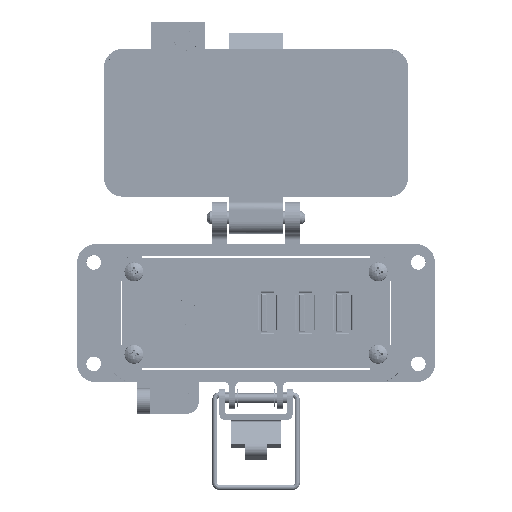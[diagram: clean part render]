
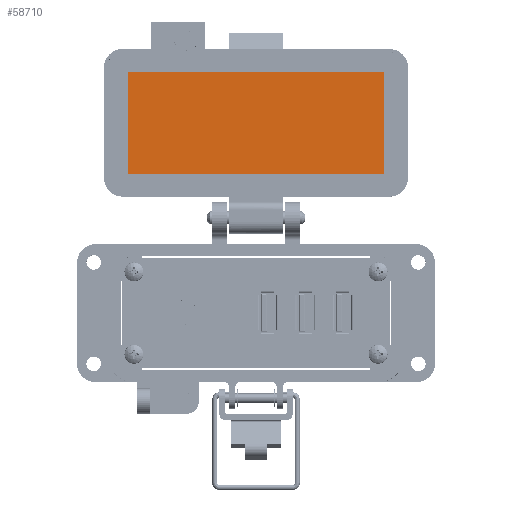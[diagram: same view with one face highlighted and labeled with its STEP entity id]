
A CAD part, top view. The second image highlights one B-rep face of the part: STEP entity #58710.
In plain terms, the highlighted planar face has unit normal (0, 0, 1).
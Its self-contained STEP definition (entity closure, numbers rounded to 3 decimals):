
#2318 = EDGE_CURVE ( 'NONE', #33343, #6837, #53709, .T. ) ;
#2707 = VECTOR ( 'NONE', #10454, 1000. ) ;
#6837 = VERTEX_POINT ( 'NONE', #82730 ) ;
#8429 = LINE ( 'NONE', #103704, #31423 ) ;
#9286 = ORIENTED_EDGE ( 'NONE', *, *, #46531, .F. ) ;
#9543 = EDGE_CURVE ( 'NONE', #6837, #110370, #52178, .T. ) ;
#10454 = DIRECTION ( 'NONE',  ( 0., -1., 0. ) ) ;
#12009 = AXIS2_PLACEMENT_3D ( 'NONE', #100695, #47394, #109191 ) ;
#12827 = FACE_OUTER_BOUND ( 'NONE', #62074, .T. ) ;
#13337 = CARTESIAN_POINT ( 'NONE',  ( 40.25, 83.154, -25.55 ) ) ;
#14152 = VECTOR ( 'NONE', #103249, 1000. ) ;
#28190 = DIRECTION ( 'NONE',  ( 0., 1., 0. ) ) ;
#31423 = VECTOR ( 'NONE', #67977, 1000. ) ;
#33343 = VERTEX_POINT ( 'NONE', #78951 ) ;
#35375 = VERTEX_POINT ( 'NONE', #82890 ) ;
#36279 = CARTESIAN_POINT ( 'NONE',  ( -8.5, 83.154, -25.55 ) ) ;
#42504 = EDGE_CURVE ( 'NONE', #35375, #33343, #8429, .T. ) ;
#43870 = ORIENTED_EDGE ( 'NONE', *, *, #2318, .F. ) ;
#44264 = VECTOR ( 'NONE', #28190, 1000. ) ;
#46531 = EDGE_CURVE ( 'NONE', #110370, #35375, #69994, .T. ) ;
#47394 = DIRECTION ( 'NONE',  ( 0., 0., 1. ) ) ;
#52178 = LINE ( 'NONE', #36279, #14152 ) ;
#53709 = LINE ( 'NONE', #54263, #44264 ) ;
#54263 = CARTESIAN_POINT ( 'NONE',  ( -40.25, 67.154, -25.55 ) ) ;
#58710 = ADVANCED_FACE ( 'NONE', ( #12827 ), #74616, .T. ) ;
#62074 = EDGE_LOOP ( 'NONE', ( #99171, #43870, #104625, #9286 ) ) ;
#67977 = DIRECTION ( 'NONE',  ( -1., 0., 0. ) ) ;
#69994 = LINE ( 'NONE', #105128, #2707 ) ;
#74616 = PLANE ( 'NONE',  #12009 ) ;
#78951 = CARTESIAN_POINT ( 'NONE',  ( -40.25, 51.154, -25.55 ) ) ;
#82730 = CARTESIAN_POINT ( 'NONE',  ( -40.25, 83.154, -25.55 ) ) ;
#82890 = CARTESIAN_POINT ( 'NONE',  ( 40.25, 51.154, -25.55 ) ) ;
#99171 = ORIENTED_EDGE ( 'NONE', *, *, #9543, .F. ) ;
#100695 = CARTESIAN_POINT ( 'NONE',  ( -8.5, 67.154, -25.55 ) ) ;
#103249 = DIRECTION ( 'NONE',  ( 1., 0., 0. ) ) ;
#103704 = CARTESIAN_POINT ( 'NONE',  ( 42., 51.154, -25.55 ) ) ;
#104625 = ORIENTED_EDGE ( 'NONE', *, *, #42504, .F. ) ;
#105128 = CARTESIAN_POINT ( 'NONE',  ( 40.25, 67.154, -25.55 ) ) ;
#109191 = DIRECTION ( 'NONE',  ( 0., -1., 0. ) ) ;
#110370 = VERTEX_POINT ( 'NONE', #13337 ) ;
